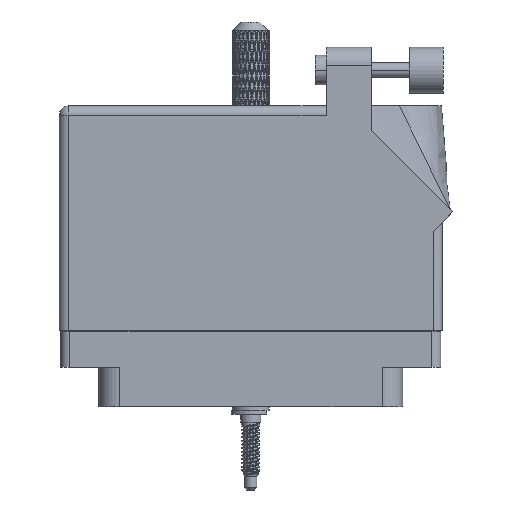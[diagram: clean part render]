
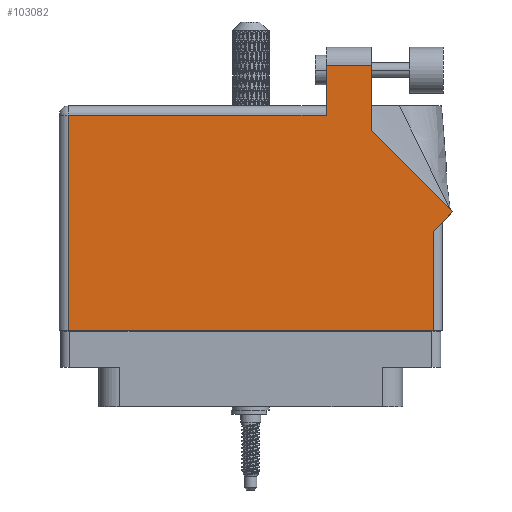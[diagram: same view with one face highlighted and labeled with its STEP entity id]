
A CAD part, front view. The second image highlights one B-rep face of the part: STEP entity #103082.
In plain terms, the highlighted face is planar.
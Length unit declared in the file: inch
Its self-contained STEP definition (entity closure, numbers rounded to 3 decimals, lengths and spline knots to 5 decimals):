
#183 = VECTOR ( 'NONE', #100469, 39.37008 ) ;
#2002 = LINE ( 'NONE', #88965, #114197 ) ;
#2499 = VECTOR ( 'NONE', #79809, 39.37008 ) ;
#2879 = ORIENTED_EDGE ( 'NONE', *, *, #91892, .T. ) ;
#3322 = LINE ( 'NONE', #13115, #51453 ) ;
#4139 = VERTEX_POINT ( 'NONE', #111057 ) ;
#4555 = VERTEX_POINT ( 'NONE', #52868 ) ;
#5876 = LINE ( 'NONE', #35686, #183 ) ;
#6347 = LINE ( 'NONE', #41713, #16293 ) ;
#8197 = EDGE_CURVE ( 'NONE', #38702, #58270, #3322, .T. ) ;
#8948 = EDGE_CURVE ( 'NONE', #55908, #95825, #24554, .T. ) ;
#10580 = DIRECTION ( 'NONE',  ( 1., 0., 0. ) ) ;
#13115 = CARTESIAN_POINT ( 'NONE',  ( 0.513, 1.705, 0.455 ) ) ;
#14255 = CARTESIAN_POINT ( 'NONE',  ( 1.37671, 0.70771, 0.455 ) ) ;
#16293 = VECTOR ( 'NONE', #26554, 39.37008 ) ;
#16998 = EDGE_CURVE ( 'NONE', #79682, #55908, #107651, .T. ) ;
#17264 = PLANE ( 'NONE',  #91361 ) ;
#18012 = ORIENTED_EDGE ( 'NONE', *, *, #99916, .T. ) ;
#18693 = ORIENTED_EDGE ( 'NONE', *, *, #8948, .T. ) ;
#19409 = ORIENTED_EDGE ( 'NONE', *, *, #16998, .T. ) ;
#21570 = VERTEX_POINT ( 'NONE', #14255 ) ;
#24554 = LINE ( 'NONE', #55277, #94115 ) ;
#26554 = DIRECTION ( 'NONE',  ( -0.707, 0.707, 0. ) ) ;
#26622 = DIRECTION ( 'NONE',  ( 0., 1., 0. ) ) ;
#27190 = EDGE_CURVE ( 'NONE', #21570, #4139, #6347, .T. ) ;
#35686 = CARTESIAN_POINT ( 'NONE',  ( 0.513, 1.43, 0.455 ) ) ;
#38150 = ORIENTED_EDGE ( 'NONE', *, *, #27190, .T. ) ;
#38702 = VERTEX_POINT ( 'NONE', #88459 ) ;
#41118 = DIRECTION ( 'NONE',  ( -1., 0., 0. ) ) ;
#41713 = CARTESIAN_POINT ( 'NONE',  ( 1.37671, 0.70771, 0.455 ) ) ;
#42910 = CARTESIAN_POINT ( 'NONE',  ( -1.306, 1.43, 0.455 ) ) ;
#43912 = EDGE_LOOP ( 'NONE', ( #97204, #95467, #101478, #2879, #19409, #18693, #18012, #97901, #38150 ) ) ;
#47487 = VECTOR ( 'NONE', #53412, 39.37008 ) ;
#47616 = CARTESIAN_POINT ( 'NONE',  ( 1.306, 0.637, 0.455 ) ) ;
#48402 = FACE_OUTER_BOUND ( 'NONE', #43912, .T. ) ;
#49603 = LINE ( 'NONE', #117757, #90848 ) ;
#50340 = LINE ( 'NONE', #89319, #47487 ) ;
#51453 = VECTOR ( 'NONE', #41118, 39.37008 ) ;
#52868 = CARTESIAN_POINT ( 'NONE',  ( 0.513, 1.368, 0.455 ) ) ;
#53412 = DIRECTION ( 'NONE',  ( 0., 1., 0. ) ) ;
#53599 = CARTESIAN_POINT ( 'NONE',  ( 0.513, 1.705, 0.455 ) ) ;
#55277 = CARTESIAN_POINT ( 'NONE',  ( -1.306, -0.1, 0.455 ) ) ;
#55712 = EDGE_CURVE ( 'NONE', #4139, #38702, #2002, .T. ) ;
#55908 = VERTEX_POINT ( 'NONE', #57741 ) ;
#57741 = CARTESIAN_POINT ( 'NONE',  ( -1.244, -0.1, 0.455 ) ) ;
#58270 = VERTEX_POINT ( 'NONE', #53599 ) ;
#61076 = CARTESIAN_POINT ( 'NONE',  ( -1.244, -0.1, 0.455 ) ) ;
#69317 = LINE ( 'NONE', #47616, #111953 ) ;
#75559 = DIRECTION ( 'NONE',  ( 0.707, 0.707, 0. ) ) ;
#75936 = CARTESIAN_POINT ( 'NONE',  ( 1.244, -0.1, 0.455 ) ) ;
#78894 = EDGE_CURVE ( 'NONE', #58270, #4555, #5876, .T. ) ;
#79682 = VERTEX_POINT ( 'NONE', #107263 ) ;
#79809 = DIRECTION ( 'NONE',  ( 0., -1., 0. ) ) ;
#83206 = DIRECTION ( 'NONE',  ( -1., 0., 0. ) ) ;
#88459 = CARTESIAN_POINT ( 'NONE',  ( 0.82, 1.705, 0.455 ) ) ;
#88965 = CARTESIAN_POINT ( 'NONE',  ( 0.82, 1.26442, 0.455 ) ) ;
#89319 = CARTESIAN_POINT ( 'NONE',  ( 1.244, 0.637, 0.455 ) ) ;
#90848 = VECTOR ( 'NONE', #83206, 39.37008 ) ;
#91361 = AXIS2_PLACEMENT_3D ( 'NONE', #42910, #106571, #116051 ) ;
#91892 = EDGE_CURVE ( 'NONE', #4555, #79682, #49603, .T. ) ;
#94115 = VECTOR ( 'NONE', #10580, 39.37008 ) ;
#95467 = ORIENTED_EDGE ( 'NONE', *, *, #8197, .T. ) ;
#95825 = VERTEX_POINT ( 'NONE', #75936 ) ;
#97204 = ORIENTED_EDGE ( 'NONE', *, *, #55712, .T. ) ;
#97901 = ORIENTED_EDGE ( 'NONE', *, *, #107870, .T. ) ;
#99916 = EDGE_CURVE ( 'NONE', #95825, #103131, #50340, .T. ) ;
#100469 = DIRECTION ( 'NONE',  ( 0., -1., 0. ) ) ;
#100970 = CARTESIAN_POINT ( 'NONE',  ( 1.244, 0.575, 0.455 ) ) ;
#101478 = ORIENTED_EDGE ( 'NONE', *, *, #78894, .T. ) ;
#103082 = ADVANCED_FACE ( 'NONE', ( #48402 ), #17264, .F. ) ;
#103131 = VERTEX_POINT ( 'NONE', #100970 ) ;
#106571 = DIRECTION ( 'NONE',  ( 0., 0., -1. ) ) ;
#107263 = CARTESIAN_POINT ( 'NONE',  ( -1.244, 1.368, 0.455 ) ) ;
#107651 = LINE ( 'NONE', #61076, #2499 ) ;
#107870 = EDGE_CURVE ( 'NONE', #103131, #21570, #69317, .T. ) ;
#111057 = CARTESIAN_POINT ( 'NONE',  ( 0.82, 1.26442, 0.455 ) ) ;
#111953 = VECTOR ( 'NONE', #75559, 39.37008 ) ;
#114197 = VECTOR ( 'NONE', #26622, 39.37008 ) ;
#116051 = DIRECTION ( 'NONE',  ( -1., 0., 0. ) ) ;
#117757 = CARTESIAN_POINT ( 'NONE',  ( -1.306, 1.368, 0.455 ) ) ;
